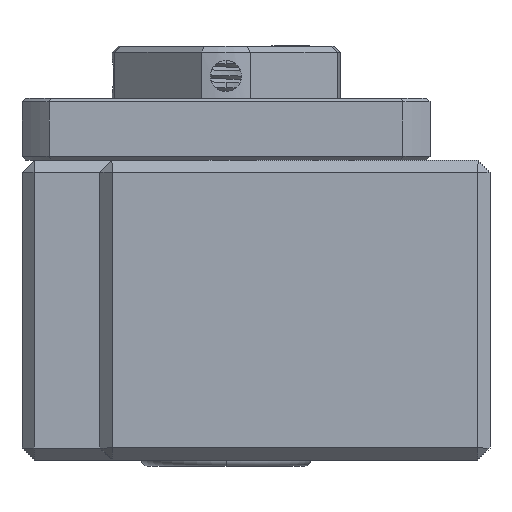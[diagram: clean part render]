
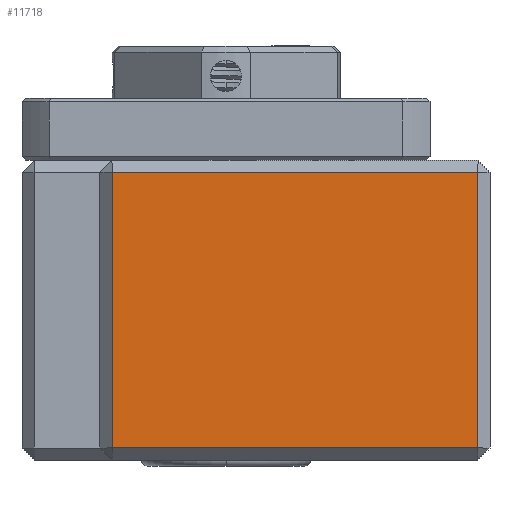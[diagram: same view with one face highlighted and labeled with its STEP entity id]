
A CAD part, left-side view. The second image highlights one B-rep face of the part: STEP entity #11718.
In plain terms, the highlighted planar face has unit normal (-1, 0, 0).
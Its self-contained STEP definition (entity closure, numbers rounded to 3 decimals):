
#11718 = ADVANCED_FACE ( 'NONE', ( #20692 ), #20691, .F. ) ;
#11854 = EDGE_LOOP ( 'NONE', ( #14088, #14152, #13884, #13736 ) ) ;
#11871 = VERTEX_POINT ( 'NONE', #20685 ) ;
#13312 = VERTEX_POINT ( 'NONE', #20735 ) ;
#13697 = EDGE_CURVE ( 'NONE', #13312, #11871, #20779, .T. ) ;
#13736 = ORIENTED_EDGE ( 'NONE', *, *, #13697, .T. ) ;
#13837 = VERTEX_POINT ( 'NONE', #20775 ) ;
#13881 = EDGE_CURVE ( 'NONE', #13837, #13312, #20774, .T. ) ;
#13884 = ORIENTED_EDGE ( 'NONE', *, *, #13881, .T. ) ;
#13986 = EDGE_CURVE ( 'NONE', #11871, #14097, #20760, .T. ) ;
#14088 = ORIENTED_EDGE ( 'NONE', *, *, #13986, .T. ) ;
#14097 = VERTEX_POINT ( 'NONE', #20818 ) ;
#14108 = EDGE_CURVE ( 'NONE', #14097, #13837, #20817, .T. ) ;
#14152 = ORIENTED_EDGE ( 'NONE', *, *, #14108, .T. ) ;
#20685 = CARTESIAN_POINT ( 'NONE',  ( -30., 31.5, -11.5 ) ) ;
#20687 = DIRECTION ( 'NONE',  ( 0., 1., 0. ) ) ;
#20688 = DIRECTION ( 'NONE',  ( 1., 0., 0. ) ) ;
#20689 = CARTESIAN_POINT ( 'NONE',  ( -30., 32.5, 12.5 ) ) ;
#20690 = AXIS2_PLACEMENT_3D ( 'NONE', #20689, #20688, #20687 ) ;
#20691 = PLANE ( 'NONE',  #20690 ) ;
#20692 = FACE_OUTER_BOUND ( 'NONE', #11854, .T. ) ;
#20735 = CARTESIAN_POINT ( 'NONE',  ( -30., 31.5, 11.5 ) ) ;
#20758 = VECTOR ( 'NONE', #20819, 1000. ) ;
#20759 = CARTESIAN_POINT ( 'NONE',  ( -30., 32.5, -11.5 ) ) ;
#20760 = LINE ( 'NONE', #20759, #20758 ) ;
#20770 = DIRECTION ( 'NONE',  ( 0., 1., 0. ) ) ;
#20771 = VECTOR ( 'NONE', #20770, 1000. ) ;
#20773 = CARTESIAN_POINT ( 'NONE',  ( -30., 32.5, 11.5 ) ) ;
#20774 = LINE ( 'NONE', #20773, #20771 ) ;
#20775 = CARTESIAN_POINT ( 'NONE',  ( -30., 1., 11.5 ) ) ;
#20776 = DIRECTION ( 'NONE',  ( 0., 0., -1. ) ) ;
#20777 = VECTOR ( 'NONE', #20776, 1000. ) ;
#20778 = CARTESIAN_POINT ( 'NONE',  ( -30., 31.5, 12.5 ) ) ;
#20779 = LINE ( 'NONE', #20778, #20777 ) ;
#20814 = DIRECTION ( 'NONE',  ( 0., 0., 1. ) ) ;
#20815 = VECTOR ( 'NONE', #20814, 1000. ) ;
#20816 = CARTESIAN_POINT ( 'NONE',  ( -30., 1., 12.5 ) ) ;
#20817 = LINE ( 'NONE', #20816, #20815 ) ;
#20818 = CARTESIAN_POINT ( 'NONE',  ( -30., 1., -11.5 ) ) ;
#20819 = DIRECTION ( 'NONE',  ( 0., -1., 0. ) ) ;
